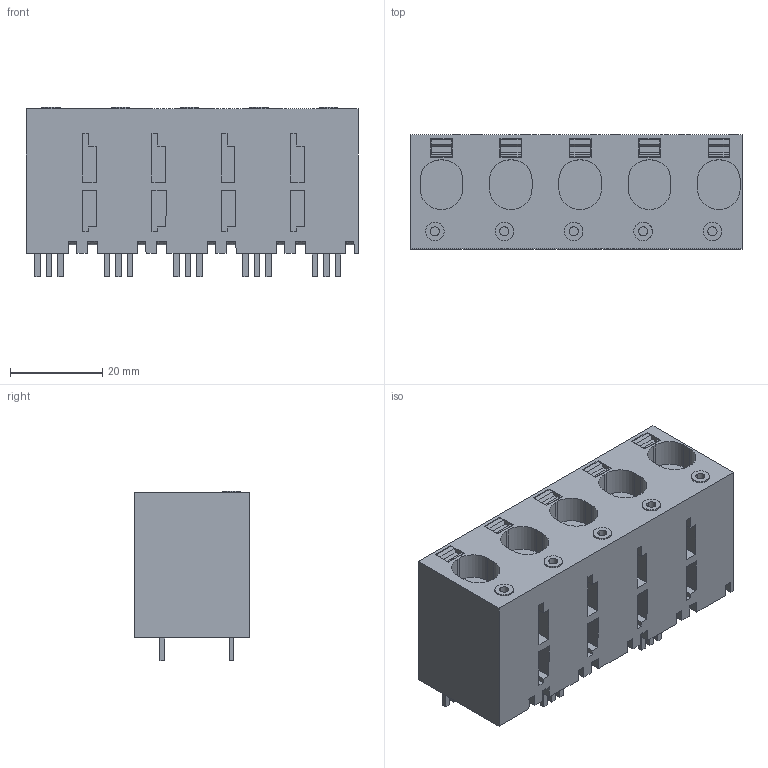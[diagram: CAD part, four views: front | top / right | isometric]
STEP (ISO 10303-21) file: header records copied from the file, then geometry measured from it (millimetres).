
FILE_DESCRIPTION(('CATIA V5 STEP Exchange','CAx-IF Rec.Pracs.--- Model Styling and Organization---1.2---2011-12-15'),'2;1');
FILE_NAME ('D1462856_0_2492240000_2492240000.stp','2018-03-29T09:36:13+00:00',('none'),('Weidmueller'),'CATIA Version 5-6 Release 2014','CATIA V5 STEP AP214','none');
FILE_SCHEMA(('AUTOMOTIVE_DESIGN { 1 0 10303 214 1 1 1 1 }'));
Length unit declared in the file: millimetre
Products named in the file (1): 2492240000
Bounding box: 71.8 x 24.7 x 36.6 mm (x, y, z)
Volume: 45652.2 mm3; surface area: 19008 mm2
Topology: 11 solids, 11 shells, 556 faces, 1519 edges, 1018 vertices
Faces by surface type: plane 443, extrusion 63, cylinder 50
Entity records: 18461 total; most frequent: CARTESIAN_POINT 4702, ORIENTED_EDGE 3038, DIRECTION 2129, EDGE_CURVE 1519, VECTOR 1356, LINE 1293, VERTEX_POINT 1018, EDGE_LOOP 589
